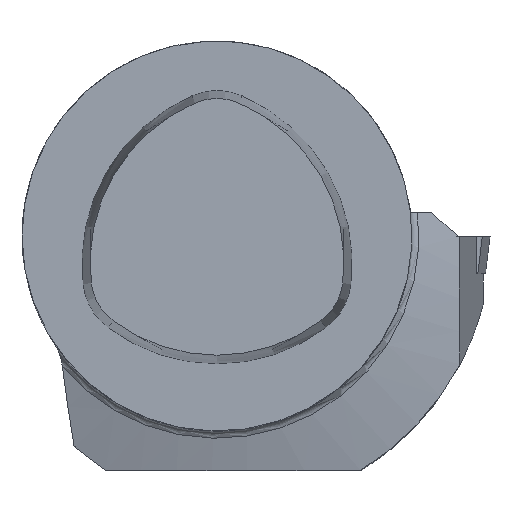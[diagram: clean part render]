
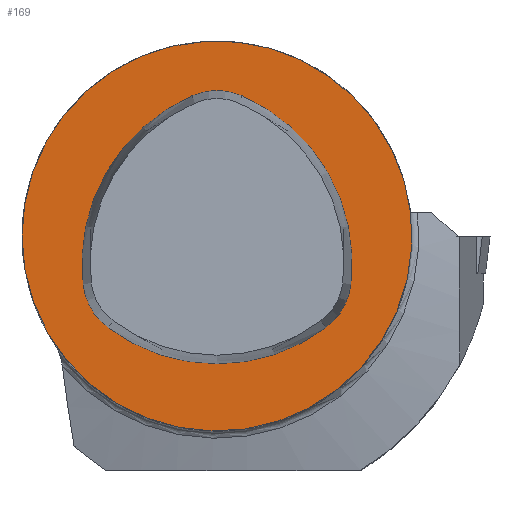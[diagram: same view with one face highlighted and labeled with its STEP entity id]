
A CAD part, top view. The second image highlights one B-rep face of the part: STEP entity #169.
In plain terms, the highlighted planar face has unit normal (0, 0, 1).
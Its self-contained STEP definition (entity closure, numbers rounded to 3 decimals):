
#112=FACE_BOUND('',#313,.T.);
#113=FACE_BOUND('',#314,.T.);
#169=ADVANCED_FACE('',(#112,#113),#217,.T.);
#217=PLANE('',#1118);
#313=EDGE_LOOP('',(#478));
#314=EDGE_LOOP('',(#479,#480,#481,#482,#483,#484));
#357=CIRCLE('',#1093,25.);
#366=CIRCLE('',#1112,23.36);
#367=CIRCLE('',#1113,8.12);
#368=CIRCLE('',#1114,23.36);
#369=CIRCLE('',#1115,8.12);
#370=CIRCLE('',#1116,23.36);
#371=CIRCLE('',#1117,8.12);
#478=ORIENTED_EDGE('',*,*,#780,.F.);
#479=ORIENTED_EDGE('',*,*,#799,.T.);
#480=ORIENTED_EDGE('',*,*,#800,.T.);
#481=ORIENTED_EDGE('',*,*,#801,.T.);
#482=ORIENTED_EDGE('',*,*,#802,.T.);
#483=ORIENTED_EDGE('',*,*,#803,.T.);
#484=ORIENTED_EDGE('',*,*,#804,.T.);
#684=VERTEX_POINT('',#1609);
#700=VERTEX_POINT('',#1665);
#701=VERTEX_POINT('',#1666);
#702=VERTEX_POINT('',#1668);
#703=VERTEX_POINT('',#1670);
#704=VERTEX_POINT('',#1672);
#705=VERTEX_POINT('',#1674);
#780=EDGE_CURVE('',#684,#684,#357,.T.);
#799=EDGE_CURVE('',#700,#701,#366,.T.);
#800=EDGE_CURVE('',#701,#702,#367,.T.);
#801=EDGE_CURVE('',#702,#703,#368,.T.);
#802=EDGE_CURVE('',#703,#704,#369,.T.);
#803=EDGE_CURVE('',#704,#705,#370,.T.);
#804=EDGE_CURVE('',#705,#700,#371,.T.);
#1093=AXIS2_PLACEMENT_3D('',#1608,#1250,#1251);
#1112=AXIS2_PLACEMENT_3D('',#1664,#1293,#1294);
#1113=AXIS2_PLACEMENT_3D('',#1667,#1295,#1296);
#1114=AXIS2_PLACEMENT_3D('',#1669,#1297,#1298);
#1115=AXIS2_PLACEMENT_3D('',#1671,#1299,#1300);
#1116=AXIS2_PLACEMENT_3D('',#1673,#1301,#1302);
#1117=AXIS2_PLACEMENT_3D('',#1675,#1303,#1304);
#1118=AXIS2_PLACEMENT_3D('',#1676,#1305,#1306);
#1250=DIRECTION('',(0.,0.,-1.));
#1251=DIRECTION('',(-1.,0.,0.));
#1293=DIRECTION('',(0.,0.,-1.));
#1294=DIRECTION('',(-1.,0.,0.));
#1295=DIRECTION('',(0.,0.,-1.));
#1296=DIRECTION('',(-1.,0.,0.));
#1297=DIRECTION('',(0.,0.,-1.));
#1298=DIRECTION('',(-1.,0.,0.));
#1299=DIRECTION('',(0.,0.,-1.));
#1300=DIRECTION('',(-1.,0.,0.));
#1301=DIRECTION('',(0.,0.,-1.));
#1302=DIRECTION('',(-1.,0.,0.));
#1303=DIRECTION('',(0.,0.,-1.));
#1304=DIRECTION('',(-1.,0.,0.));
#1305=DIRECTION('',(0.,0.,1.));
#1306=DIRECTION('',(1.,0.,0.));
#1608=CARTESIAN_POINT('',(0.,0.,0.));
#1609=CARTESIAN_POINT('',(-25.,0.,0.));
#1664=CARTESIAN_POINT('',(-6.045,-3.49,0.));
#1665=CARTESIAN_POINT('',(3.221,17.954,0.));
#1666=CARTESIAN_POINT('',(17.159,-6.188,0.));
#1667=CARTESIAN_POINT('',(9.093,-5.25,0.));
#1668=CARTESIAN_POINT('',(13.938,-11.766,0.));
#1669=CARTESIAN_POINT('',(0.,6.98,0.));
#1670=CARTESIAN_POINT('',(-13.938,-11.766,0.));
#1671=CARTESIAN_POINT('',(-9.093,-5.25,0.));
#1672=CARTESIAN_POINT('',(-17.159,-6.188,0.));
#1673=CARTESIAN_POINT('',(6.045,-3.49,0.));
#1674=CARTESIAN_POINT('',(-3.221,17.954,0.));
#1675=CARTESIAN_POINT('',(0.,10.5,0.));
#1676=CARTESIAN_POINT('',(0.,0.,0.));
